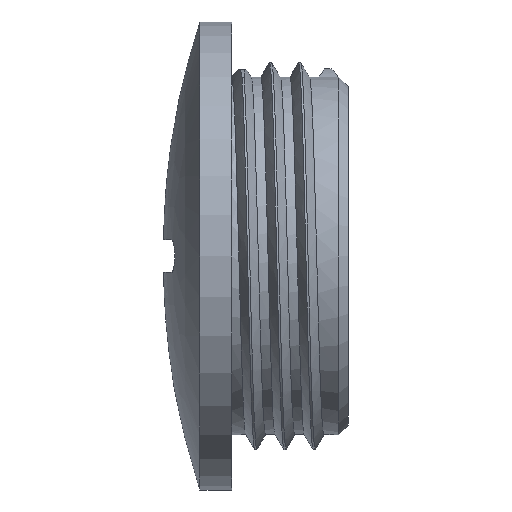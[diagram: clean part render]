
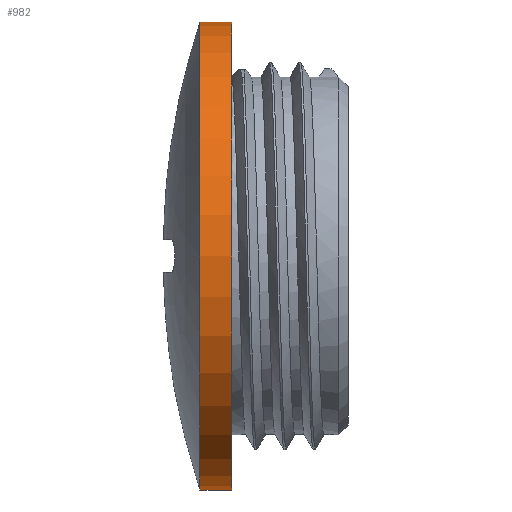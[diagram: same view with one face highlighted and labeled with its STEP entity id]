
A CAD part, front view. The second image highlights one B-rep face of the part: STEP entity #982.
In plain terms, the highlighted cylindrical face has radius 12.025 mm (diameter 24.05 mm), a full revolution.
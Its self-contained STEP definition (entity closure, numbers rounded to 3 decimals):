
#247=CYLINDRICAL_SURFACE('',#1080,12.025);
#252=FACE_BOUND('',#373,.T.);
#309=FACE_OUTER_BOUND('',#372,.T.);
#372=EDGE_LOOP('',(#910,#911));
#373=EDGE_LOOP('',(#912));
#410=CIRCLE('',#1078,12.025);
#411=CIRCLE('',#1079,12.025);
#412=CIRCLE('',#1081,12.025);
#499=VERTEX_POINT('',#2377);
#500=VERTEX_POINT('',#2378);
#501=VERTEX_POINT('',#2385);
#638=EDGE_CURVE('',#499,#500,#410,.T.);
#639=EDGE_CURVE('',#500,#499,#411,.T.);
#641=EDGE_CURVE('',#501,#501,#412,.T.);
#910=ORIENTED_EDGE('',*,*,#638,.T.);
#911=ORIENTED_EDGE('',*,*,#639,.T.);
#912=ORIENTED_EDGE('',*,*,#641,.F.);
#982=ADVANCED_FACE('',(#309,#252),#247,.T.);
#1078=AXIS2_PLACEMENT_3D('',#2379,#1329,#1330);
#1079=AXIS2_PLACEMENT_3D('',#2380,#1331,#1332);
#1080=AXIS2_PLACEMENT_3D('',#2384,#1333,#1334);
#1081=AXIS2_PLACEMENT_3D('',#2386,#1335,#1336);
#1329=DIRECTION('center_axis',(1.,0.,0.));
#1330=DIRECTION('ref_axis',(0.,0.,-1.));
#1331=DIRECTION('center_axis',(1.,0.,0.));
#1332=DIRECTION('ref_axis',(0.,0.,-1.));
#1333=DIRECTION('center_axis',(1.,0.,0.));
#1334=DIRECTION('ref_axis',(0.,1.,0.));
#1335=DIRECTION('center_axis',(1.,0.,0.));
#1336=DIRECTION('ref_axis',(0.,0.,-1.));
#2377=CARTESIAN_POINT('',(-7.63,12.025,0.));
#2378=CARTESIAN_POINT('',(-7.63,0.,12.025));
#2379=CARTESIAN_POINT('Origin',(-7.63,0.,0.));
#2380=CARTESIAN_POINT('Origin',(-7.63,0.,0.));
#2384=CARTESIAN_POINT('Origin',(-6.815,0.,0.));
#2385=CARTESIAN_POINT('',(-6.,12.025,0.));
#2386=CARTESIAN_POINT('Origin',(-6.,0.,0.));
